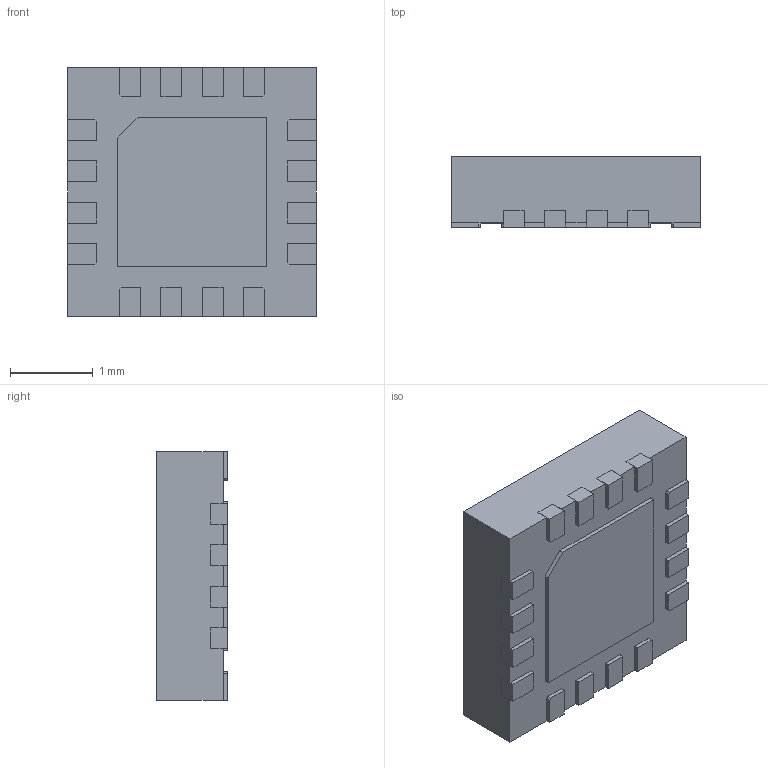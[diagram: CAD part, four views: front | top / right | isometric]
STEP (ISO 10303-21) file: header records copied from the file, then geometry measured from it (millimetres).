
FILE_DESCRIPTION (( 'STEP AP214' ), '1' );
FILE_NAME ('AB0805-T3.STEP', '2019-09-28T17:24:01', ( '' ), ( '' ), 'SwSTEP 2.0', 'SolidWorks 2018', '' );
FILE_SCHEMA (( 'AUTOMOTIVE_DESIGN' ));
Length unit declared in the file: millimetre
Products named in the file (1): AB0805-T3
Bounding box: 3 x 0.85 x 3 mm (x, y, z)
Volume: 7.4 mm3; surface area: 45.1 mm2
Topology: 25 solids, 25 shells, 404 faces, 1020 edges, 680 vertices
Faces by surface type: plane 310, bspline 86, cylinder 8
Entity records: 16102 total; most frequent: CARTESIAN_POINT 6655, ORIENTED_EDGE 2040, DIRECTION 1502, EDGE_CURVE 1020, VECTOR 832, LINE 832, VERTEX_POINT 680, EDGE_LOOP 430
